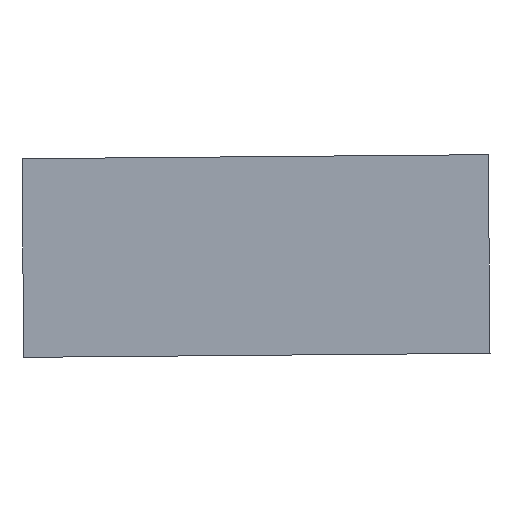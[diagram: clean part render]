
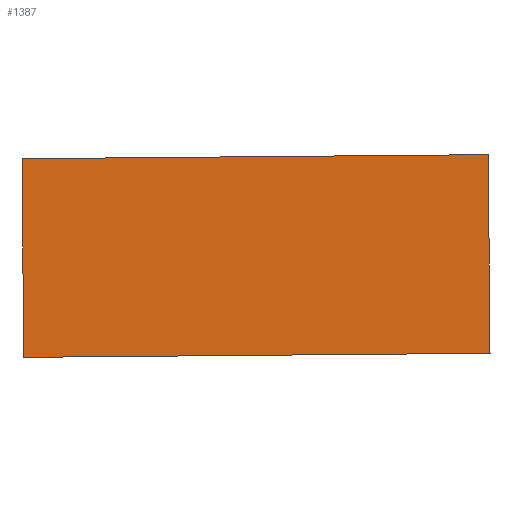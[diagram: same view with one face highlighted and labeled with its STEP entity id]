
A CAD part, left-side view. The second image highlights one B-rep face of the part: STEP entity #1387.
In plain terms, the highlighted planar face has unit normal (-1, 0, 0).
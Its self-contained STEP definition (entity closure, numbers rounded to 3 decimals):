
#58 = CARTESIAN_POINT ( 'NONE',  ( 0., 5.721, 2.398 ) ) ;
#115 = DIRECTION ( 'NONE',  ( 0., 1., -0.009 ) ) ;
#330 = ORIENTED_EDGE ( 'NONE', *, *, #590, .T. ) ;
#363 = LINE ( 'NONE', #678, #1824 ) ;
#590 = EDGE_CURVE ( 'NONE', #1227, #1326, #808, .T. ) ;
#619 = EDGE_CURVE ( 'NONE', #1693, #1227, #1785, .T. ) ;
#675 = VECTOR ( 'NONE', #115, 1000. ) ;
#678 = CARTESIAN_POINT ( 'NONE',  ( 0., 5.721, 2.398 ) ) ;
#699 = CARTESIAN_POINT ( 'NONE',  ( 0., -5.679, 2.498 ) ) ;
#719 = ORIENTED_EDGE ( 'NONE', *, *, #619, .T. ) ;
#741 = DIRECTION ( 'NONE',  ( -1., 0., 0. ) ) ;
#788 = CARTESIAN_POINT ( 'NONE',  ( 0., -5.679, 2.498 ) ) ;
#808 = LINE ( 'NONE', #58, #675 ) ;
#814 = AXIS2_PLACEMENT_3D ( 'NONE', #1788, #741, #1348 ) ;
#876 = EDGE_CURVE ( 'NONE', #1680, #1693, #1328, .T. ) ;
#1119 = VECTOR ( 'NONE', #1303, 1000. ) ;
#1159 = ORIENTED_EDGE ( 'NONE', *, *, #876, .T. ) ;
#1177 = CARTESIAN_POINT ( 'NONE',  ( 0., 5.679, -2.458 ) ) ;
#1187 = PLANE ( 'NONE',  #814 ) ;
#1227 = VERTEX_POINT ( 'NONE', #788 ) ;
#1303 = DIRECTION ( 'NONE',  ( 0., 0.009, 1. ) ) ;
#1326 = VERTEX_POINT ( 'NONE', #1936 ) ;
#1328 = LINE ( 'NONE', #1177, #1781 ) ;
#1348 = DIRECTION ( 'NONE',  ( 0., -1., 0.009 ) ) ;
#1387 = ADVANCED_FACE ( 'NONE', ( #1796 ), #1187, .T. ) ;
#1634 = DIRECTION ( 'NONE',  ( 0., -1., 0.009 ) ) ;
#1666 = EDGE_LOOP ( 'NONE', ( #1773, #1159, #719, #330 ) ) ;
#1680 = VERTEX_POINT ( 'NONE', #1854 ) ;
#1693 = VERTEX_POINT ( 'NONE', #1865 ) ;
#1773 = ORIENTED_EDGE ( 'NONE', *, *, #1917, .T. ) ;
#1781 = VECTOR ( 'NONE', #1634, 1000. ) ;
#1785 = LINE ( 'NONE', #699, #1119 ) ;
#1788 = CARTESIAN_POINT ( 'NONE',  ( 0., -0.02, 0.02 ) ) ;
#1796 = FACE_OUTER_BOUND ( 'NONE', #1666, .T. ) ;
#1824 = VECTOR ( 'NONE', #1900, 1000. ) ;
#1854 = CARTESIAN_POINT ( 'NONE',  ( 0., 5.679, -2.458 ) ) ;
#1865 = CARTESIAN_POINT ( 'NONE',  ( 0., -5.721, -2.358 ) ) ;
#1900 = DIRECTION ( 'NONE',  ( 0., -0.009, -1. ) ) ;
#1917 = EDGE_CURVE ( 'NONE', #1326, #1680, #363, .T. ) ;
#1936 = CARTESIAN_POINT ( 'NONE',  ( 0., 5.721, 2.398 ) ) ;
